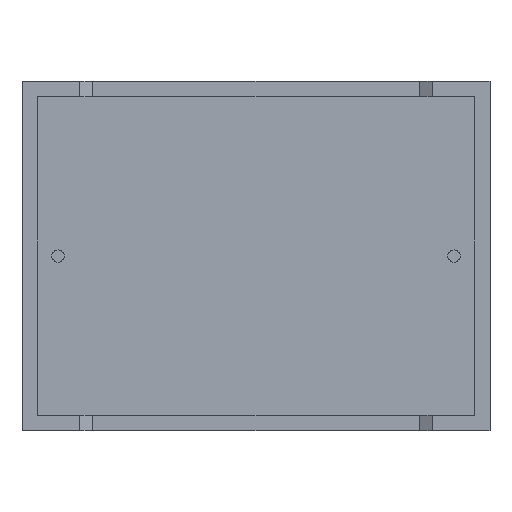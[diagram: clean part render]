
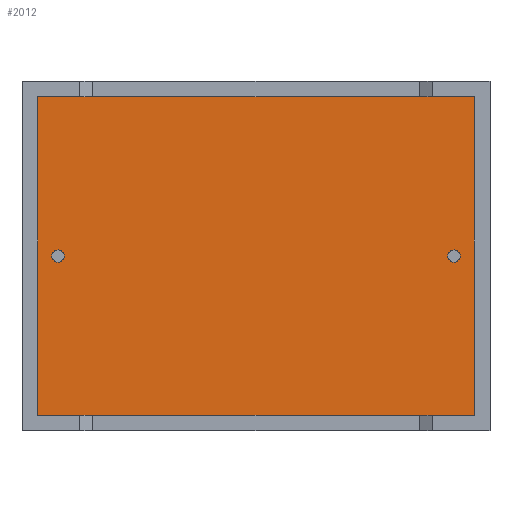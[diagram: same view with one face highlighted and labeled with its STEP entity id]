
A CAD part, front view. The second image highlights one B-rep face of the part: STEP entity #2012.
In plain terms, the highlighted planar face has unit normal (0, -1, 0).
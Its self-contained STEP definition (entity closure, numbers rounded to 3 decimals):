
#17 = CARTESIAN_POINT ( 'NONE',  ( 31.417, 0.75, 23.217 ) ) ;
#33 = DIRECTION ( 'NONE',  ( 0., 0., -1. ) ) ;
#42 = CARTESIAN_POINT ( 'NONE',  ( 2.5, 0.75, 12.575 ) ) ;
#64 = ORIENTED_EDGE ( 'NONE', *, *, #1236, .T. ) ;
#71 = VERTEX_POINT ( 'NONE', #2858 ) ;
#102 = EDGE_CURVE ( 'NONE', #853, #2096, #2620, .T. ) ;
#140 = AXIS2_PLACEMENT_3D ( 'NONE', #1179, #2612, #1437 ) ;
#162 = FACE_BOUND ( 'NONE', #2680, .T. ) ;
#175 = ORIENTED_EDGE ( 'NONE', *, *, #378, .F. ) ;
#191 = CARTESIAN_POINT ( 'NONE',  ( 30., 0.75, 12.15 ) ) ;
#221 = AXIS2_PLACEMENT_3D ( 'NONE', #2133, #1625, #1859 ) ;
#328 = EDGE_LOOP ( 'NONE', ( #2255, #2942 ) ) ;
#378 = EDGE_CURVE ( 'NONE', #2747, #1471, #1739, .T. ) ;
#434 = DIRECTION ( 'NONE',  ( -1., 0., 0. ) ) ;
#490 = DIRECTION ( 'NONE',  ( 0., -1., 0. ) ) ;
#538 = AXIS2_PLACEMENT_3D ( 'NONE', #191, #1842, #2304 ) ;
#546 = EDGE_CURVE ( 'NONE', #1161, #556, #1511, .T. ) ;
#556 = VERTEX_POINT ( 'NONE', #2237 ) ;
#562 = LINE ( 'NONE', #874, #1665 ) ;
#631 = EDGE_CURVE ( 'NONE', #2561, #71, #562, .T. ) ;
#668 = ORIENTED_EDGE ( 'NONE', *, *, #1014, .F. ) ;
#780 = EDGE_LOOP ( 'NONE', ( #2144, #2059, #64, #1602 ) ) ;
#798 = DIRECTION ( 'NONE',  ( 0., 0., -1. ) ) ;
#837 = CARTESIAN_POINT ( 'NONE',  ( 2.5, 0.75, 11.725 ) ) ;
#853 = VERTEX_POINT ( 'NONE', #3053 ) ;
#854 = FACE_OUTER_BOUND ( 'NONE', #780, .T. ) ;
#874 = CARTESIAN_POINT ( 'NONE',  ( 31.417, 0.75, 23.217 ) ) ;
#1014 = EDGE_CURVE ( 'NONE', #1471, #2747, #1926, .T. ) ;
#1104 = LINE ( 'NONE', #2444, #1681 ) ;
#1134 = CARTESIAN_POINT ( 'NONE',  ( 30., 0.75, 12.575 ) ) ;
#1161 = VERTEX_POINT ( 'NONE', #2036 ) ;
#1173 = VECTOR ( 'NONE', #2897, 1000. ) ;
#1178 = PLANE ( 'NONE',  #1270 ) ;
#1179 = CARTESIAN_POINT ( 'NONE',  ( 30., 0.75, 12.15 ) ) ;
#1236 = EDGE_CURVE ( 'NONE', #556, #2561, #2425, .T. ) ;
#1270 = AXIS2_PLACEMENT_3D ( 'NONE', #1898, #490, #1908 ) ;
#1279 = EDGE_CURVE ( 'NONE', #2096, #853, #2605, .T. ) ;
#1333 = CARTESIAN_POINT ( 'NONE',  ( 31.417, 0.75, 1.083 ) ) ;
#1360 = DIRECTION ( 'NONE',  ( 0., 0., 1. ) ) ;
#1437 = DIRECTION ( 'NONE',  ( 0., 0., -1. ) ) ;
#1441 = DIRECTION ( 'NONE',  ( 0., -1., 0. ) ) ;
#1451 = CARTESIAN_POINT ( 'NONE',  ( 2.5, 0.75, 12.15 ) ) ;
#1471 = VERTEX_POINT ( 'NONE', #837 ) ;
#1511 = LINE ( 'NONE', #1979, #1173 ) ;
#1602 = ORIENTED_EDGE ( 'NONE', *, *, #631, .T. ) ;
#1625 = DIRECTION ( 'NONE',  ( 0., -1., 0. ) ) ;
#1665 = VECTOR ( 'NONE', #434, 1000. ) ;
#1681 = VECTOR ( 'NONE', #798, 1000. ) ;
#1739 = CIRCLE ( 'NONE', #2585, 0.425 ) ;
#1842 = DIRECTION ( 'NONE',  ( 0., -1., 0. ) ) ;
#1859 = DIRECTION ( 'NONE',  ( 0., 0., -1. ) ) ;
#1898 = CARTESIAN_POINT ( 'NONE',  ( 0., 0.75, 0. ) ) ;
#1908 = DIRECTION ( 'NONE',  ( 0., 0., -1. ) ) ;
#1926 = CIRCLE ( 'NONE', #221, 0.425 ) ;
#1979 = CARTESIAN_POINT ( 'NONE',  ( 1.083, 0.75, 1.083 ) ) ;
#2012 = ADVANCED_FACE ( 'NONE', ( #2723, #854, #162 ), #1178, .T. ) ;
#2036 = CARTESIAN_POINT ( 'NONE',  ( 1.083, 0.75, 1.083 ) ) ;
#2059 = ORIENTED_EDGE ( 'NONE', *, *, #546, .T. ) ;
#2096 = VERTEX_POINT ( 'NONE', #1134 ) ;
#2133 = CARTESIAN_POINT ( 'NONE',  ( 2.5, 0.75, 12.15 ) ) ;
#2144 = ORIENTED_EDGE ( 'NONE', *, *, #2885, .T. ) ;
#2237 = CARTESIAN_POINT ( 'NONE',  ( 31.417, 0.75, 1.083 ) ) ;
#2255 = ORIENTED_EDGE ( 'NONE', *, *, #1279, .F. ) ;
#2304 = DIRECTION ( 'NONE',  ( 0., 0., -1. ) ) ;
#2425 = LINE ( 'NONE', #1333, #2644 ) ;
#2444 = CARTESIAN_POINT ( 'NONE',  ( 1.083, 0.75, 23.217 ) ) ;
#2561 = VERTEX_POINT ( 'NONE', #17 ) ;
#2585 = AXIS2_PLACEMENT_3D ( 'NONE', #1451, #1441, #33 ) ;
#2605 = CIRCLE ( 'NONE', #538, 0.425 ) ;
#2612 = DIRECTION ( 'NONE',  ( 0., -1., 0. ) ) ;
#2620 = CIRCLE ( 'NONE', #140, 0.425 ) ;
#2644 = VECTOR ( 'NONE', #1360, 1000. ) ;
#2680 = EDGE_LOOP ( 'NONE', ( #175, #668 ) ) ;
#2723 = FACE_BOUND ( 'NONE', #328, .T. ) ;
#2747 = VERTEX_POINT ( 'NONE', #42 ) ;
#2858 = CARTESIAN_POINT ( 'NONE',  ( 1.083, 0.75, 23.217 ) ) ;
#2885 = EDGE_CURVE ( 'NONE', #71, #1161, #1104, .T. ) ;
#2897 = DIRECTION ( 'NONE',  ( 1., 0., 0. ) ) ;
#2942 = ORIENTED_EDGE ( 'NONE', *, *, #102, .F. ) ;
#3053 = CARTESIAN_POINT ( 'NONE',  ( 30., 0.75, 11.725 ) ) ;
